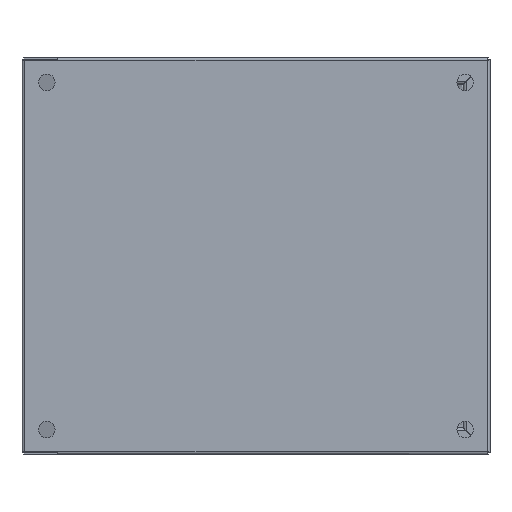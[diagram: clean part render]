
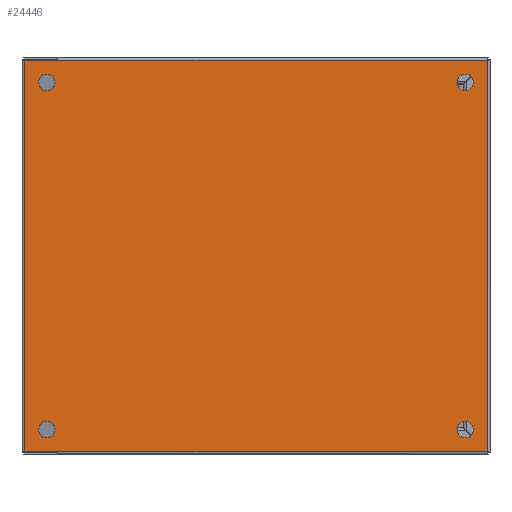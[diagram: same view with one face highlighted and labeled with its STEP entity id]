
A CAD part, left-side view. The second image highlights one B-rep face of the part: STEP entity #24446.
In plain terms, the highlighted face is planar.
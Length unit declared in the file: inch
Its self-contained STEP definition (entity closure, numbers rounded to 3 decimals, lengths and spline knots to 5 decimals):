
#192 = CARTESIAN_POINT ( 'NONE',  ( -5.25, 0., -6.3295 ) ) ;
#472 = AXIS2_PLACEMENT_3D ( 'NONE', #192, #19783, #14643 ) ;
#876 = VERTEX_POINT ( 'NONE', #30308 ) ;
#1082 = CARTESIAN_POINT ( 'NONE',  ( -5.5, 0., 6.31708 ) ) ;
#1093 = VERTEX_POINT ( 'NONE', #8923 ) ;
#1132 = DIRECTION ( 'NONE',  ( 0., 0., -1. ) ) ;
#1583 = VERTEX_POINT ( 'NONE', #4572 ) ;
#1941 = VECTOR ( 'NONE', #3828, 39.37008 ) ;
#2345 = VERTEX_POINT ( 'NONE', #25383 ) ;
#2601 = EDGE_CURVE ( 'NONE', #876, #18938, #24341, .T. ) ;
#2945 = FACE_BOUND ( 'NONE', #25741, .T. ) ;
#2949 = EDGE_CURVE ( 'NONE', #11978, #24347, #11788, .T. ) ;
#2956 = DIRECTION ( 'NONE',  ( 0., 1., 0. ) ) ;
#3116 = EDGE_LOOP ( 'NONE', ( #5760, #27166 ) ) ;
#3373 = EDGE_LOOP ( 'NONE', ( #23855, #13657 ) ) ;
#3588 = CARTESIAN_POINT ( 'NONE',  ( -5.25, 0., 6.31708 ) ) ;
#3823 = VERTEX_POINT ( 'NONE', #16121 ) ;
#3828 = DIRECTION ( 'NONE',  ( 0., 0., 1. ) ) ;
#4082 = AXIS2_PLACEMENT_3D ( 'NONE', #10252, #2956, #19984 ) ;
#4524 = ORIENTED_EDGE ( 'NONE', *, *, #9514, .T. ) ;
#4572 = CARTESIAN_POINT ( 'NONE',  ( 5.914, 0., 5.98108 ) ) ;
#4634 = ORIENTED_EDGE ( 'NONE', *, *, #24794, .T. ) ;
#4811 = FACE_BOUND ( 'NONE', #3116, .T. ) ;
#4841 = DIRECTION ( 'NONE',  ( 0., 0., -1. ) ) ;
#5562 = ORIENTED_EDGE ( 'NONE', *, *, #11037, .T. ) ;
#5760 = ORIENTED_EDGE ( 'NONE', *, *, #19845, .T. ) ;
#5941 = CARTESIAN_POINT ( 'NONE',  ( 5.914, 0., -6.9935 ) ) ;
#5943 = CIRCLE ( 'NONE', #19848, 0.25 ) ;
#6142 = DIRECTION ( 'NONE',  ( -1., 0., 0. ) ) ;
#6277 = CIRCLE ( 'NONE', #9372, 0.25 ) ;
#6397 = LINE ( 'NONE', #27965, #18976 ) ;
#6438 = CARTESIAN_POINT ( 'NONE',  ( -5.25, 0., 6.31708 ) ) ;
#6888 = LINE ( 'NONE', #24213, #29828 ) ;
#7223 = CARTESIAN_POINT ( 'NONE',  ( -5.914, 0., 6.98108 ) ) ;
#7322 = DIRECTION ( 'NONE',  ( -1., 0., 0. ) ) ;
#7856 = DIRECTION ( 'NONE',  ( 0., 0., 1. ) ) ;
#7969 = VECTOR ( 'NONE', #26430, 39.37008 ) ;
#8203 = VERTEX_POINT ( 'NONE', #17251 ) ;
#8471 = CARTESIAN_POINT ( 'NONE',  ( 0., 0., -6.9935 ) ) ;
#8594 = AXIS2_PLACEMENT_3D ( 'NONE', #17626, #17521, #17726 ) ;
#8923 = CARTESIAN_POINT ( 'NONE',  ( -5.914, 0., -6.9935 ) ) ;
#9060 = EDGE_LOOP ( 'NONE', ( #22811, #29471, #14501, #5562, #25499, #4524 ) ) ;
#9362 = FACE_BOUND ( 'NONE', #16745, .T. ) ;
#9372 = AXIS2_PLACEMENT_3D ( 'NONE', #19293, #12005, #16621 ) ;
#9514 = EDGE_CURVE ( 'NONE', #1583, #27550, #6397, .T. ) ;
#9725 = FACE_BOUND ( 'NONE', #3373, .T. ) ;
#9748 = CIRCLE ( 'NONE', #8594, 0.25 ) ;
#10252 = CARTESIAN_POINT ( 'NONE',  ( 0., 0., 0. ) ) ;
#11024 = EDGE_CURVE ( 'NONE', #24347, #11978, #25149, .T. ) ;
#11037 = EDGE_CURVE ( 'NONE', #29625, #8203, #26251, .T. ) ;
#11788 = CIRCLE ( 'NONE', #472, 0.25 ) ;
#11978 = VERTEX_POINT ( 'NONE', #21862 ) ;
#12005 = DIRECTION ( 'NONE',  ( 0., -1., 0. ) ) ;
#12825 = AXIS2_PLACEMENT_3D ( 'NONE', #16731, #19179, #29011 ) ;
#13435 = VECTOR ( 'NONE', #7856, 39.37008 ) ;
#13511 = DIRECTION ( 'NONE',  ( -1., 0., 0. ) ) ;
#13657 = ORIENTED_EDGE ( 'NONE', *, *, #30303, .T. ) ;
#14200 = LINE ( 'NONE', #24823, #13435 ) ;
#14501 = ORIENTED_EDGE ( 'NONE', *, *, #17858, .T. ) ;
#14566 = ORIENTED_EDGE ( 'NONE', *, *, #11024, .T. ) ;
#14643 = DIRECTION ( 'NONE',  ( -1., 0., 0. ) ) ;
#14874 = LINE ( 'NONE', #20749, #1941 ) ;
#15950 = AXIS2_PLACEMENT_3D ( 'NONE', #17138, #24168, #7322 ) ;
#16027 = DIRECTION ( 'NONE',  ( -1., 0., 0. ) ) ;
#16121 = CARTESIAN_POINT ( 'NONE',  ( 5., 0., 6.31708 ) ) ;
#16177 = CIRCLE ( 'NONE', #19508, 0.25 ) ;
#16395 = CARTESIAN_POINT ( 'NONE',  ( 5.5, 0., -6.3295 ) ) ;
#16621 = DIRECTION ( 'NONE',  ( -1., 0., 0. ) ) ;
#16731 = CARTESIAN_POINT ( 'NONE',  ( -5.25, 0., -6.3295 ) ) ;
#16745 = EDGE_LOOP ( 'NONE', ( #14566, #17243 ) ) ;
#17035 = EDGE_CURVE ( 'NONE', #3823, #2345, #16177, .T. ) ;
#17138 = CARTESIAN_POINT ( 'NONE',  ( 5.25, 0., -6.3295 ) ) ;
#17243 = ORIENTED_EDGE ( 'NONE', *, *, #2949, .T. ) ;
#17251 = CARTESIAN_POINT ( 'NONE',  ( 5.914, 0., 6.98108 ) ) ;
#17298 = EDGE_CURVE ( 'NONE', #1093, #22520, #14200, .T. ) ;
#17521 = DIRECTION ( 'NONE',  ( 0., -1., 0. ) ) ;
#17626 = CARTESIAN_POINT ( 'NONE',  ( 5.25, 0., 6.31708 ) ) ;
#17726 = DIRECTION ( 'NONE',  ( -1., 0., 0. ) ) ;
#17858 = EDGE_CURVE ( 'NONE', #22520, #29625, #14874, .T. ) ;
#17927 = CIRCLE ( 'NONE', #29486, 0.25 ) ;
#18552 = CARTESIAN_POINT ( 'NONE',  ( 5.25, 0., 6.31708 ) ) ;
#18938 = VERTEX_POINT ( 'NONE', #16395 ) ;
#18976 = VECTOR ( 'NONE', #1132, 39.37008 ) ;
#19179 = DIRECTION ( 'NONE',  ( 0., -1., 0. ) ) ;
#19293 = CARTESIAN_POINT ( 'NONE',  ( 5.25, 0., -6.3295 ) ) ;
#19508 = AXIS2_PLACEMENT_3D ( 'NONE', #18552, #30852, #13511 ) ;
#19559 = CARTESIAN_POINT ( 'NONE',  ( -5.5, 0., -6.3295 ) ) ;
#19632 = VECTOR ( 'NONE', #6142, 39.37008 ) ;
#19783 = DIRECTION ( 'NONE',  ( 0., -1., 0. ) ) ;
#19845 = EDGE_CURVE ( 'NONE', #28515, #20095, #17927, .T. ) ;
#19848 = AXIS2_PLACEMENT_3D ( 'NONE', #6438, #23286, #16027 ) ;
#19984 = DIRECTION ( 'NONE',  ( -1., 0., 0. ) ) ;
#20048 = LINE ( 'NONE', #8471, #19632 ) ;
#20095 = VERTEX_POINT ( 'NONE', #31400 ) ;
#20749 = CARTESIAN_POINT ( 'NONE',  ( -5.914, 0., 0. ) ) ;
#21019 = DIRECTION ( 'NONE',  ( 0., -1., 0. ) ) ;
#21862 = CARTESIAN_POINT ( 'NONE',  ( -5., 0., -6.3295 ) ) ;
#21940 = CARTESIAN_POINT ( 'NONE',  ( 0., 0., 6.98108 ) ) ;
#22323 = EDGE_CURVE ( 'NONE', #20095, #28515, #5943, .T. ) ;
#22520 = VERTEX_POINT ( 'NONE', #23899 ) ;
#22811 = ORIENTED_EDGE ( 'NONE', *, *, #30799, .T. ) ;
#23286 = DIRECTION ( 'NONE',  ( 0., -1., 0. ) ) ;
#23835 = ORIENTED_EDGE ( 'NONE', *, *, #2601, .T. ) ;
#23855 = ORIENTED_EDGE ( 'NONE', *, *, #17035, .T. ) ;
#23899 = CARTESIAN_POINT ( 'NONE',  ( -5.914, 0., 5.98108 ) ) ;
#24168 = DIRECTION ( 'NONE',  ( 0., -1., 0. ) ) ;
#24213 = CARTESIAN_POINT ( 'NONE',  ( 5.914, 0., 0. ) ) ;
#24341 = CIRCLE ( 'NONE', #15950, 0.25 ) ;
#24347 = VERTEX_POINT ( 'NONE', #19559 ) ;
#24446 = ADVANCED_FACE ( 'NONE', ( #28083, #2945, #9725, #4811, #9362 ), #27206, .T. ) ;
#24794 = EDGE_CURVE ( 'NONE', #18938, #876, #6277, .T. ) ;
#24823 = CARTESIAN_POINT ( 'NONE',  ( -5.914, 0., 0. ) ) ;
#25149 = CIRCLE ( 'NONE', #12825, 0.25 ) ;
#25383 = CARTESIAN_POINT ( 'NONE',  ( 5.5, 0., 6.31708 ) ) ;
#25499 = ORIENTED_EDGE ( 'NONE', *, *, #29235, .T. ) ;
#25741 = EDGE_LOOP ( 'NONE', ( #23835, #4634 ) ) ;
#25823 = DIRECTION ( 'NONE',  ( -1., 0., 0. ) ) ;
#26251 = LINE ( 'NONE', #21940, #7969 ) ;
#26430 = DIRECTION ( 'NONE',  ( 1., 0., 0. ) ) ;
#27166 = ORIENTED_EDGE ( 'NONE', *, *, #22323, .T. ) ;
#27206 = PLANE ( 'NONE',  #4082 ) ;
#27550 = VERTEX_POINT ( 'NONE', #5941 ) ;
#27965 = CARTESIAN_POINT ( 'NONE',  ( 5.914, 0., 0. ) ) ;
#28083 = FACE_OUTER_BOUND ( 'NONE', #9060, .T. ) ;
#28515 = VERTEX_POINT ( 'NONE', #1082 ) ;
#29011 = DIRECTION ( 'NONE',  ( -1., 0., 0. ) ) ;
#29235 = EDGE_CURVE ( 'NONE', #8203, #1583, #6888, .T. ) ;
#29471 = ORIENTED_EDGE ( 'NONE', *, *, #17298, .T. ) ;
#29486 = AXIS2_PLACEMENT_3D ( 'NONE', #3588, #21019, #25823 ) ;
#29625 = VERTEX_POINT ( 'NONE', #7223 ) ;
#29828 = VECTOR ( 'NONE', #4841, 39.37008 ) ;
#30303 = EDGE_CURVE ( 'NONE', #2345, #3823, #9748, .T. ) ;
#30308 = CARTESIAN_POINT ( 'NONE',  ( 5., 0., -6.3295 ) ) ;
#30799 = EDGE_CURVE ( 'NONE', #27550, #1093, #20048, .T. ) ;
#30852 = DIRECTION ( 'NONE',  ( 0., -1., 0. ) ) ;
#31400 = CARTESIAN_POINT ( 'NONE',  ( -5., 0., 6.31708 ) ) ;
